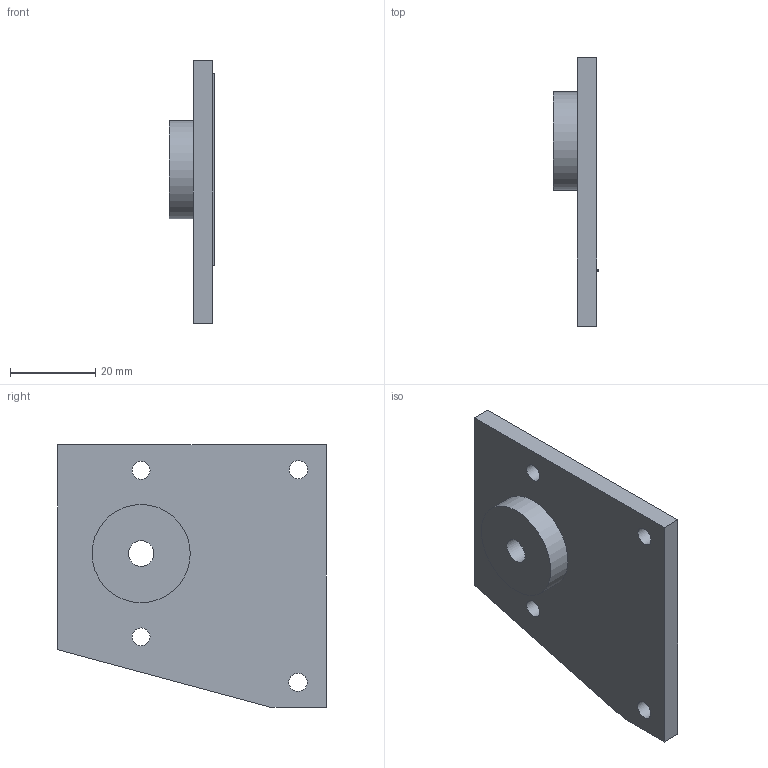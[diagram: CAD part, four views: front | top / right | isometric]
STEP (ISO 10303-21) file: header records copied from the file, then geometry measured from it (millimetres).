
FILE_DESCRIPTION(/* description */ (''),/* implementation_level */ '2;1');
FILE_NAME(/* name */ '',/* time_stamp */ '2025-11-25T18:11:53+03:00',/* author */ ('Phantom_HP2'),/* organization */ (''),/* preprocessor_version */ 'ST-DEVELOPER v20.1',/* originating_system */ 'Autodesk Inventor 2026',/* authorisation */ '');
FILE_SCHEMA (('AUTOMOTIVE_DESIGN { 1 0 10303 214 3 1 1 }'));
Length unit declared in the file: millimetre
Products named in the file (1): апендикс 8
Bounding box: 10.7 x 62.99 x 61.5 mm (x, y, z)
Volume: 16163.3 mm3; surface area: 9113.9 mm2
Topology: 1 solids, 1 shells, 21 faces, 49 edges, 39 vertices
Faces by surface type: plane 14, cylinder 7
Full cylindrical faces by diameter (mm): 4.2 x2, 4.3 x2, 6 x1, 19 x1, 23 x1
Entity records: 692 total; most frequent: CARTESIAN_POINT 109, DIRECTION 108, ORIENTED_EDGE 96, EDGE_CURVE 48, AXIS2_PLACEMENT_3D 37, LINE 34, VECTOR 34, EDGE_LOOP 34
